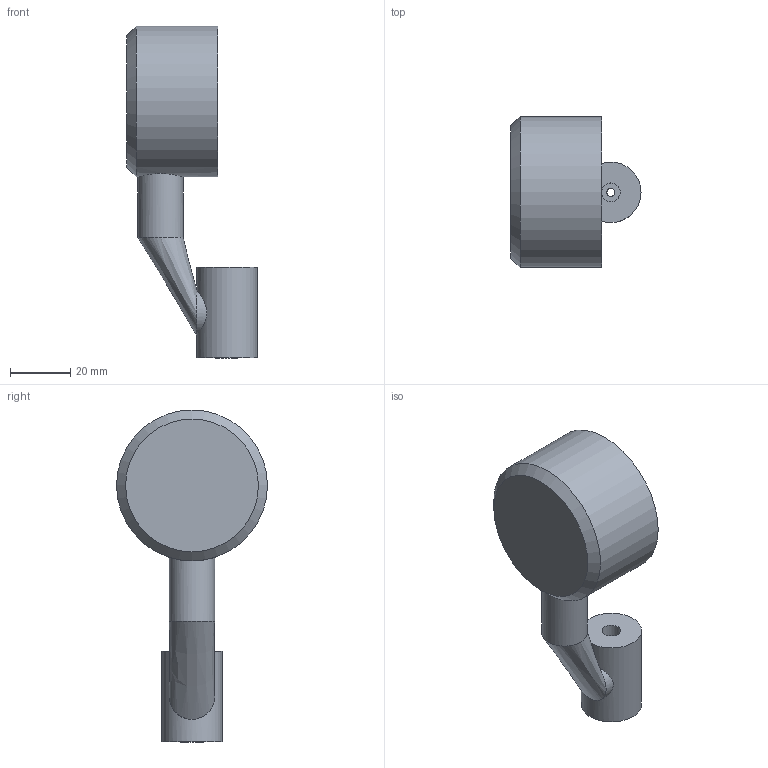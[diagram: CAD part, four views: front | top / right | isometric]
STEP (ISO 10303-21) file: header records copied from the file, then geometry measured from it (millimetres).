
FILE_DESCRIPTION(/* description */ ('','CAx-IF Rec.Pracs.---Representation and Presentation of Product Manufacturing Information (PMI)---4.0---2014-10-13'),/* implementation_level */ '2;1');
FILE_NAME(/* name */ 'hip_ab_bracket.step',/* time_stamp */ '2024-12-30T10:30:28+05:30',/* author */ (''),/* organization */ (''),/* preprocessor_version */ 'ST-DEVELOPER v20',/* originating_system */ 'Autodesk Translation Framework v13.20.0.188',/* authorisation */ '');
FILE_SCHEMA (('AP242_MANAGED_MODEL_BASED_3D_ENGINEERING_MIM_LF { 1 0 10303 442 1 1 4 }'));
Length unit declared in the file: millimetre
Products named in the file (1): hip_ab_bracket
Bounding box: 43.1 x 50 x 110 mm (x, y, z)
Volume: 72966.4 mm3; surface area: 13681.5 mm2
Topology: 1 solids, 1 shells, 28 faces, 55 edges, 35 vertices
Faces by surface type: cylinder 14, plane 9, cone 4, bspline 1
Full cylindrical faces by diameter (mm): 2.7 x1, 6 x1, 6.2 x1, 6.3 x3, 6.5 x3, 15 x1, 20 x1, 50 x1
Entity records: 891 total; most frequent: CARTESIAN_POINT 260, DIRECTION 134, ORIENTED_EDGE 104, AXIS2_PLACEMENT_3D 58, EDGE_CURVE 52, EDGE_LOOP 39, VERTEX_POINT 35, CIRCLE 30
